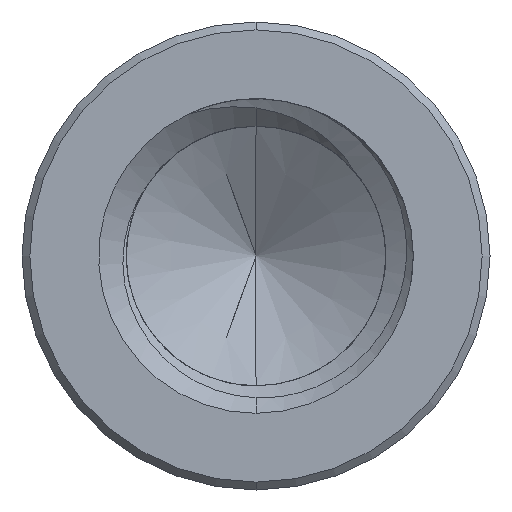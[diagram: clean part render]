
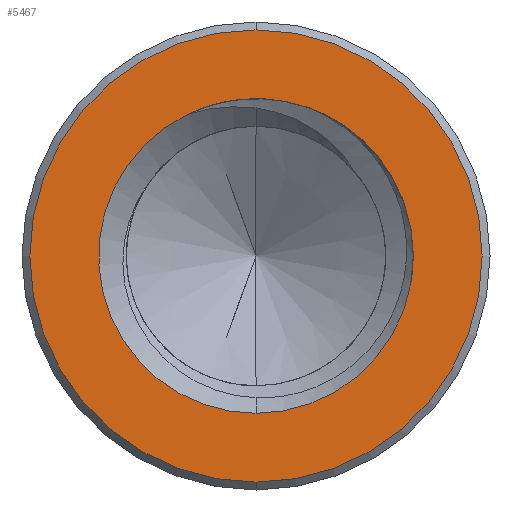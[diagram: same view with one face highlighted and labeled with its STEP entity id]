
A CAD part, front view. The second image highlights one B-rep face of the part: STEP entity #5467.
In plain terms, the highlighted planar face has unit normal (0, -1, 0).
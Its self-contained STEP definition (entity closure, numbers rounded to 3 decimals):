
#28 = CARTESIAN_POINT ( 'NONE',  ( 0., -19., 0. ) ) ;
#595 = DIRECTION ( 'NONE',  ( 0., 0., 1. ) ) ;
#651 = CARTESIAN_POINT ( 'NONE',  ( -0.874, -19., 1.799 ) ) ;
#736 = DIRECTION ( 'NONE',  ( 0., 1., 0. ) ) ;
#851 = DIRECTION ( 'NONE',  ( 0., -1., 0. ) ) ;
#966 = VERTEX_POINT ( 'NONE', #1008 ) ;
#1008 = CARTESIAN_POINT ( 'NONE',  ( 0.675, -19., 1.883 ) ) ;
#1230 = CIRCLE ( 'NONE', #2431, 2. ) ;
#1398 = EDGE_LOOP ( 'NONE', ( #2741, #4878 ) ) ;
#1458 = DIRECTION ( 'NONE',  ( 0., 0., 1. ) ) ;
#1475 = CARTESIAN_POINT ( 'NONE',  ( 0., -19., 0. ) ) ;
#1570 = DIRECTION ( 'NONE',  ( 0., 0., 1. ) ) ;
#2058 = CARTESIAN_POINT ( 'NONE',  ( 0., -19., 0. ) ) ;
#2161 = DIRECTION ( 'NONE',  ( 0., 1., 0. ) ) ;
#2204 = ORIENTED_EDGE ( 'NONE', *, *, #3106, .T. ) ;
#2222 = VERTEX_POINT ( 'NONE', #3950 ) ;
#2310 = VERTEX_POINT ( 'NONE', #651 ) ;
#2431 = AXIS2_PLACEMENT_3D ( 'NONE', #1475, #2757, #7690 ) ;
#2516 = EDGE_CURVE ( 'NONE', #966, #2222, #6827, .T. ) ;
#2741 = ORIENTED_EDGE ( 'NONE', *, *, #7746, .T. ) ;
#2757 = DIRECTION ( 'NONE',  ( 0., 1., 0. ) ) ;
#2807 = CIRCLE ( 'NONE', #8302, 2.875 ) ;
#2976 = ORIENTED_EDGE ( 'NONE', *, *, #2516, .T. ) ;
#3024 = CARTESIAN_POINT ( 'NONE',  ( 0., -19., 0. ) ) ;
#3106 = EDGE_CURVE ( 'NONE', #2222, #2310, #1230, .T. ) ;
#3342 = CARTESIAN_POINT ( 'NONE',  ( 0., -19., 2.875 ) ) ;
#3349 = VERTEX_POINT ( 'NONE', #3342 ) ;
#3381 = AXIS2_PLACEMENT_3D ( 'NONE', #28, #2161, #4916 ) ;
#3552 = CARTESIAN_POINT ( 'NONE',  ( 0., -19., 0. ) ) ;
#3553 = DIRECTION ( 'NONE',  ( 0., -1., 0. ) ) ;
#3555 = CIRCLE ( 'NONE', #5259, 2.875 ) ;
#3950 = CARTESIAN_POINT ( 'NONE',  ( 0., -19., -2. ) ) ;
#4042 = CIRCLE ( 'NONE', #3381, 2. ) ;
#4808 = DIRECTION ( 'NONE',  ( 0., 1., 0. ) ) ;
#4878 = ORIENTED_EDGE ( 'NONE', *, *, #5902, .T. ) ;
#4896 = CARTESIAN_POINT ( 'NONE',  ( 0., -19., 0. ) ) ;
#4916 = DIRECTION ( 'NONE',  ( 0., 0., 1. ) ) ;
#5259 = AXIS2_PLACEMENT_3D ( 'NONE', #3024, #851, #1570 ) ;
#5467 = ADVANCED_FACE ( 'NONE', ( #5547, #7991 ), #8378, .F. ) ;
#5547 = FACE_BOUND ( 'NONE', #7747, .T. ) ;
#5902 = EDGE_CURVE ( 'NONE', #8150, #3349, #3555, .T. ) ;
#6361 = AXIS2_PLACEMENT_3D ( 'NONE', #2058, #4808, #595 ) ;
#6827 = CIRCLE ( 'NONE', #7349, 2. ) ;
#7016 = ORIENTED_EDGE ( 'NONE', *, *, #8651, .T. ) ;
#7336 = CARTESIAN_POINT ( 'NONE',  ( 0., -19., -2.875 ) ) ;
#7349 = AXIS2_PLACEMENT_3D ( 'NONE', #3552, #736, #1458 ) ;
#7690 = DIRECTION ( 'NONE',  ( 0., 0., 1. ) ) ;
#7746 = EDGE_CURVE ( 'NONE', #3349, #8150, #2807, .T. ) ;
#7747 = EDGE_LOOP ( 'NONE', ( #2976, #2204, #7016 ) ) ;
#7991 = FACE_OUTER_BOUND ( 'NONE', #1398, .T. ) ;
#8150 = VERTEX_POINT ( 'NONE', #7336 ) ;
#8302 = AXIS2_PLACEMENT_3D ( 'NONE', #4896, #3553, #8404 ) ;
#8378 = PLANE ( 'NONE',  #6361 ) ;
#8404 = DIRECTION ( 'NONE',  ( 0., 0., 1. ) ) ;
#8651 = EDGE_CURVE ( 'NONE', #2310, #966, #4042, .T. ) ;
